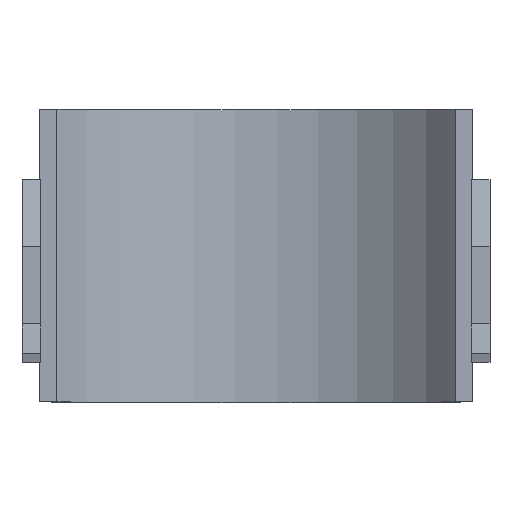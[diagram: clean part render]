
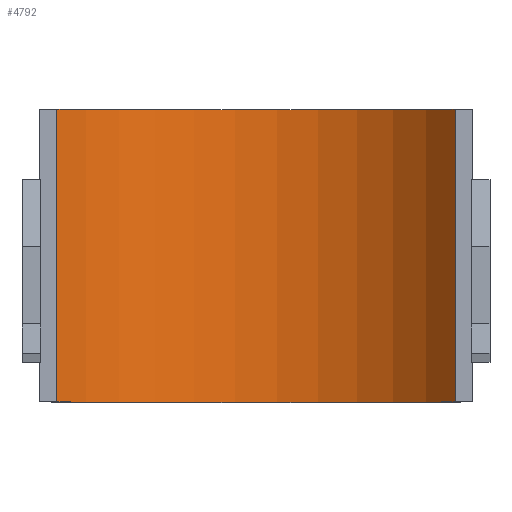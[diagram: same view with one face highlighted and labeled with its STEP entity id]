
A CAD part, front view. The second image highlights one B-rep face of the part: STEP entity #4792.
In plain terms, the highlighted cylindrical face has radius 35 mm (diameter 70 mm), a partial arc.
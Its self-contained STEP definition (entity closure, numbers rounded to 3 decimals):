
#298 = CARTESIAN_POINT ( 'NONE',  ( 0., -35., -20. ) ) ;
#602 = DIRECTION ( 'NONE',  ( 0., 0., -1. ) ) ;
#668 = VERTEX_POINT ( 'NONE', #6758 ) ;
#1023 = ORIENTED_EDGE ( 'NONE', *, *, #4994, .F. ) ;
#1302 = VERTEX_POINT ( 'NONE', #3505 ) ;
#1347 = EDGE_CURVE ( 'NONE', #668, #3673, #4366, .T. ) ;
#1805 = CYLINDRICAL_SURFACE ( 'NONE', #3118, 35. ) ;
#2273 = AXIS2_PLACEMENT_3D ( 'NONE', #298, #8173, #2912 ) ;
#2697 = AXIS2_PLACEMENT_3D ( 'NONE', #7318, #4074, #6043 ) ;
#2912 = DIRECTION ( 'NONE',  ( 1., 0., 0. ) ) ;
#3118 = AXIS2_PLACEMENT_3D ( 'NONE', #6353, #8320, #7032 ) ;
#3249 = CIRCLE ( 'NONE', #2273, 35. ) ;
#3505 = CARTESIAN_POINT ( 'NONE',  ( -27.221, -13., 20. ) ) ;
#3661 = CIRCLE ( 'NONE', #2697, 35. ) ;
#3673 = VERTEX_POINT ( 'NONE', #8230 ) ;
#4074 = DIRECTION ( 'NONE',  ( 0., 0., -1. ) ) ;
#4366 = LINE ( 'NONE', #8349, #8212 ) ;
#4792 = ADVANCED_FACE ( 'NONE', ( #5116 ), #1805, .F. ) ;
#4831 = EDGE_LOOP ( 'NONE', ( #6291, #6707, #1023, #4991 ) ) ;
#4991 = ORIENTED_EDGE ( 'NONE', *, *, #5243, .T. ) ;
#4994 = EDGE_CURVE ( 'NONE', #1302, #668, #3661, .T. ) ;
#5080 = EDGE_CURVE ( 'NONE', #6865, #3673, #3249, .T. ) ;
#5116 = FACE_OUTER_BOUND ( 'NONE', #4831, .T. ) ;
#5243 = EDGE_CURVE ( 'NONE', #1302, #6865, #6978, .T. ) ;
#5700 = CARTESIAN_POINT ( 'NONE',  ( -27.221, -13., 20. ) ) ;
#5799 = CARTESIAN_POINT ( 'NONE',  ( -27.221, -13., -20. ) ) ;
#6043 = DIRECTION ( 'NONE',  ( 1., 0., 0. ) ) ;
#6115 = VECTOR ( 'NONE', #7740, 1000. ) ;
#6291 = ORIENTED_EDGE ( 'NONE', *, *, #5080, .T. ) ;
#6353 = CARTESIAN_POINT ( 'NONE',  ( 0., -35., 20. ) ) ;
#6707 = ORIENTED_EDGE ( 'NONE', *, *, #1347, .F. ) ;
#6758 = CARTESIAN_POINT ( 'NONE',  ( 27.221, -13., 20. ) ) ;
#6865 = VERTEX_POINT ( 'NONE', #5799 ) ;
#6978 = LINE ( 'NONE', #5700, #6115 ) ;
#7032 = DIRECTION ( 'NONE',  ( -1., 0., 0. ) ) ;
#7318 = CARTESIAN_POINT ( 'NONE',  ( 0., -35., 20. ) ) ;
#7740 = DIRECTION ( 'NONE',  ( 0., 0., -1. ) ) ;
#8173 = DIRECTION ( 'NONE',  ( 0., 0., -1. ) ) ;
#8212 = VECTOR ( 'NONE', #602, 1000. ) ;
#8230 = CARTESIAN_POINT ( 'NONE',  ( 27.221, -13., -20. ) ) ;
#8320 = DIRECTION ( 'NONE',  ( 0., 0., -1. ) ) ;
#8349 = CARTESIAN_POINT ( 'NONE',  ( 27.221, -13., 20. ) ) ;
